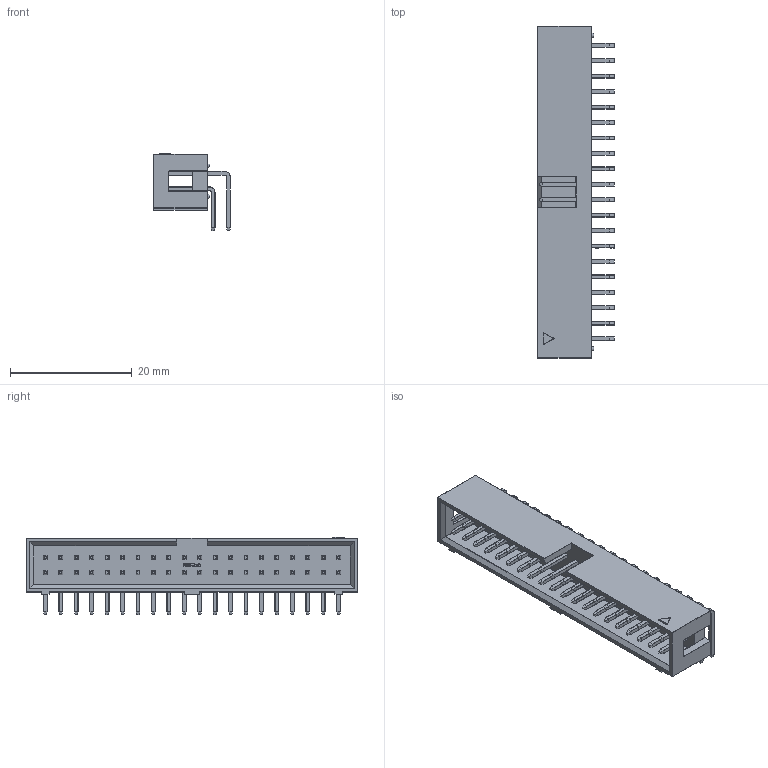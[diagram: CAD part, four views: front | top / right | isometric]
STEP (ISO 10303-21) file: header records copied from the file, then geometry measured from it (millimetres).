
FILE_DESCRIPTION(/* description */ (''),/* implementation_level */ '2;1');
FILE_NAME(/* name */ '40-Pin Shrouded Header (IDC) Right Angle.STEP',/* time_stamp */ '2019-09-21T08:11:38+02:00',/* author */ ('Bernd das Brot'),/* organization */ (''),/* preprocessor_version */ 'ST-DEVELOPER v17',/* originating_system */ 'Autodesk Inventor 2019',/* authorisation */ '');
FILE_SCHEMA (('AUTOMOTIVE_DESIGN { 1 0 10303 214 3 1 1 }'));
Length unit declared in the file: millimetre
Products named in the file (4): 40-Pin Shrouded Header (IDC) Right Angle; Lower Contact; Upper Contact; 40-Pin Shrouded Header Body
Assembly tree (41 placements, depth 2):
  40-Pin Shrouded Header (IDC) Right Angle
    Upper Contact  x20
    Lower Contact  x20
    40-Pin Shrouded Header Body
Bounding box: 12.65 x 54.61 x 12.67 mm (x, y, z)
Volume: 2371.3 mm3; surface area: 4840.2 mm2
Topology: 41 solids, 41 shells, 1730 faces, 4396 edges, 2757 vertices
Faces by surface type: plane 906, cylinder 520, torus 183, bspline 80, sphere 41
Entity records: 18923 total; most frequent: CARTESIAN_POINT 4420, ORIENTED_EDGE 3008, DIRECTION 2797, EDGE_CURVE 1504, LINE 1033, VECTOR 1033, VERTEX_POINT 933, AXIS2_PLACEMENT_3D 882
